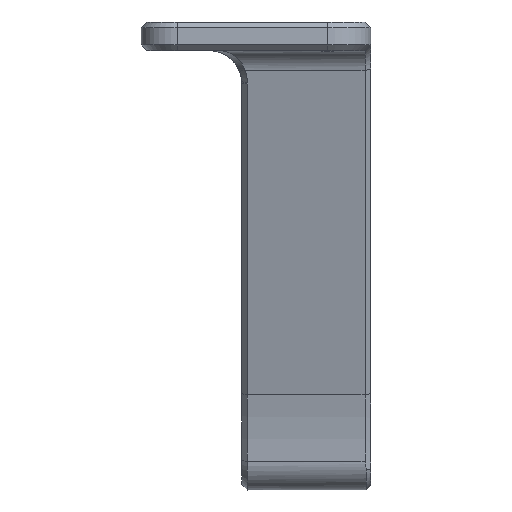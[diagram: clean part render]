
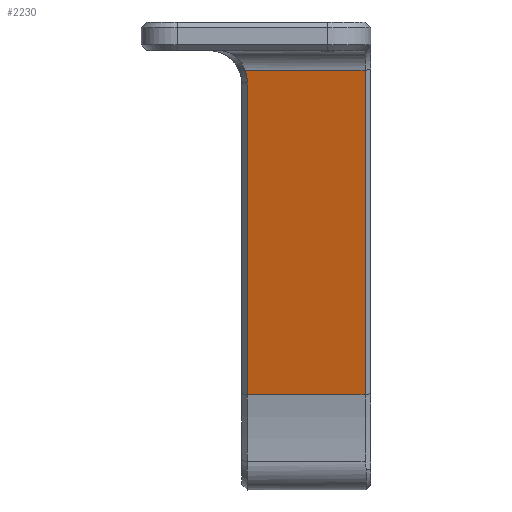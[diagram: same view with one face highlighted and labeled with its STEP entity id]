
A CAD part, left-side view. The second image highlights one B-rep face of the part: STEP entity #2230.
In plain terms, the highlighted planar face has unit normal (-0.977, 0, -0.213).
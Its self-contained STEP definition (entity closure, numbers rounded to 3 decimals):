
#210=PLANE('',#2416);
#326=FACE_OUTER_BOUND('',#466,.T.);
#466=EDGE_LOOP('',(#1985,#1986,#1987,#1988,#1989,#1990));
#503=B_SPLINE_CURVE_WITH_KNOTS('',3,(#3536,#3537,#3538,#3539),
 .UNSPECIFIED.,.F.,.F.,(4,4),(-1.571,-1.233),
 .UNSPECIFIED.);
#505=B_SPLINE_CURVE_WITH_KNOTS('',3,(#3560,#3561,#3562,#3563),
 .UNSPECIFIED.,.F.,.F.,(4,4),(4.962,4.979),
 .UNSPECIFIED.);
#555=LINE('',#3485,#748);
#572=LINE('',#3735,#765);
#713=LINE('',#4413,#906);
#716=LINE('',#4446,#909);
#748=VECTOR('',#2482,10.);
#765=VECTOR('',#2521,10.);
#906=VECTOR('',#2928,10.);
#909=VECTOR('',#2947,50.);
#949=VERTEX_POINT('',#3475);
#951=VERTEX_POINT('',#3481);
#953=VERTEX_POINT('',#3526);
#956=VERTEX_POINT('',#3534);
#984=VERTEX_POINT('',#3734);
#1110=VERTEX_POINT('',#4412);
#1154=EDGE_CURVE('',#949,#951,#555,.T.);
#1160=EDGE_CURVE('',#956,#953,#503,.T.);
#1162=EDGE_CURVE('',#951,#956,#505,.T.);
#1195=EDGE_CURVE('',#953,#984,#572,.T.);
#1413=EDGE_CURVE('',#984,#1110,#713,.T.);
#1421=EDGE_CURVE('',#1110,#949,#716,.T.);
#1985=ORIENTED_EDGE('',*,*,#1154,.F.);
#1986=ORIENTED_EDGE('',*,*,#1421,.F.);
#1987=ORIENTED_EDGE('',*,*,#1413,.F.);
#1988=ORIENTED_EDGE('',*,*,#1195,.F.);
#1989=ORIENTED_EDGE('',*,*,#1160,.F.);
#1990=ORIENTED_EDGE('',*,*,#1162,.F.);
#2230=ADVANCED_FACE('',(#326),#210,.T.);
#2416=AXIS2_PLACEMENT_3D('',#4447,#2948,#2949);
#2482=DIRECTION('',(-0.213,0.,0.977));
#2521=DIRECTION('',(0.,-1.,0.));
#2928=DIRECTION('',(0.213,0.,-0.977));
#2947=DIRECTION('',(0.,1.,0.));
#2948=DIRECTION('center_axis',(-0.977,0.,-0.213));
#2949=DIRECTION('ref_axis',(-0.213,0.,0.977));
#3475=CARTESIAN_POINT('',(-5.276,17.2,9.114));
#3481=CARTESIAN_POINT('',(-14.72,17.2,52.43));
#3485=CARTESIAN_POINT('',(-3.645,17.2,1.633));
#3526=CARTESIAN_POINT('',(-15.138,17.498,54.346));
#3534=CARTESIAN_POINT('',(-14.757,17.2,52.6));
#3536=CARTESIAN_POINT('Ctrl Pts',(-14.757,17.2,52.6));
#3537=CARTESIAN_POINT('Ctrl Pts',(-14.887,17.2,53.193));
#3538=CARTESIAN_POINT('Ctrl Pts',(-15.016,17.301,53.786));
#3539=CARTESIAN_POINT('Ctrl Pts',(-15.138,17.498,54.346));
#3560=CARTESIAN_POINT('Ctrl Pts',(-14.72,17.2,52.43));
#3561=CARTESIAN_POINT('Ctrl Pts',(-14.733,17.2,52.486));
#3562=CARTESIAN_POINT('Ctrl Pts',(-14.745,17.2,52.543));
#3563=CARTESIAN_POINT('Ctrl Pts',(-14.757,17.2,52.6));
#3734=CARTESIAN_POINT('',(-15.138,0.8,54.346));
#3735=CARTESIAN_POINT('',(-15.138,9.,54.346));
#4412=CARTESIAN_POINT('',(-5.276,0.8,9.114));
#4413=CARTESIAN_POINT('',(-3.645,0.8,1.633));
#4446=CARTESIAN_POINT('',(-5.276,0.,9.114));
#4447=CARTESIAN_POINT('Origin',(-4.15,0.,3.95));
